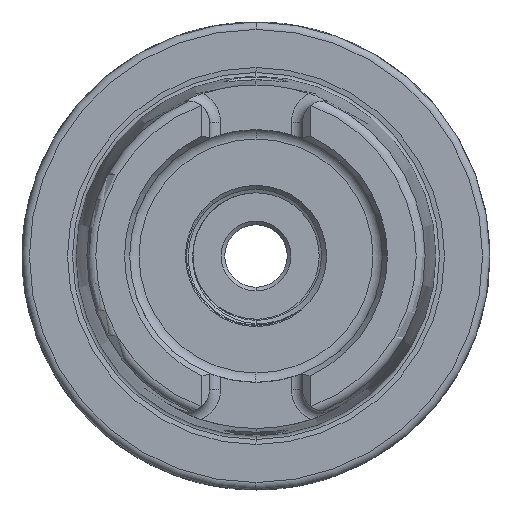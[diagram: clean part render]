
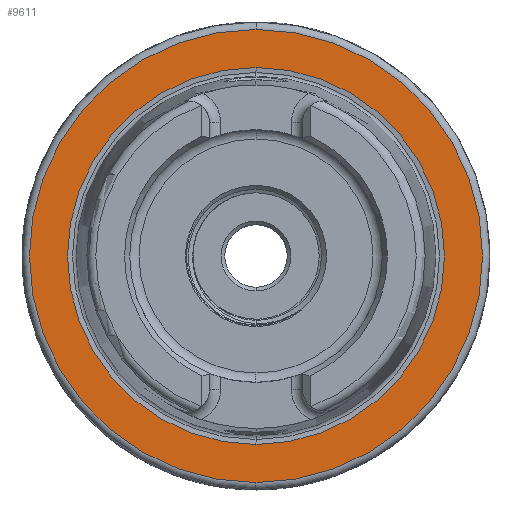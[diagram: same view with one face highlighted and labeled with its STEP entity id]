
A CAD part, left-side view. The second image highlights one B-rep face of the part: STEP entity #9611.
In plain terms, the highlighted planar face has unit normal (-1, 0, 0).
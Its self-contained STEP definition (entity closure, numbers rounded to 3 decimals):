
#3025 = EDGE_CURVE ( 'NONE', #11447, #8906, #9689, .T. ) ;
#3029 = EDGE_CURVE ( 'NONE', #8844, #8903, #9692, .T. ) ;
#7387 = CARTESIAN_POINT ( 'NONE',  ( 0., 0., 30.5 ) ) ;
#7436 = CARTESIAN_POINT ( 'NONE',  ( 0., 0., -30.5 ) ) ;
#7439 = CARTESIAN_POINT ( 'NONE',  ( 0., 0., -25.369 ) ) ;
#8844 = VERTEX_POINT ( 'NONE', #7387 ) ;
#8903 = VERTEX_POINT ( 'NONE', #7436 ) ;
#8906 = VERTEX_POINT ( 'NONE', #7439 ) ;
#9611 = ADVANCED_FACE ( 'NONE', ( #17962, #17965 ), #15076, .T. ) ;
#9689 = CIRCLE ( 'NONE', #14488, 25.369 ) ;
#9692 = CIRCLE ( 'NONE', #14823, 30.5 ) ;
#9894 = CIRCLE ( 'NONE', #15199, 30.5 ) ;
#9895 = CIRCLE ( 'NONE', #15197, 25.369 ) ;
#10459 = CARTESIAN_POINT ( 'NONE',  ( 0., 0., 0. ) ) ;
#10460 = DIRECTION ( 'NONE',  ( -1., 0., 0. ) ) ;
#10461 = DIRECTION ( 'NONE',  ( 0., 0., 1. ) ) ;
#10462 = CARTESIAN_POINT ( 'NONE',  ( 0., 0., 0. ) ) ;
#10463 = DIRECTION ( 'NONE',  ( 1., 0., 0. ) ) ;
#10464 = DIRECTION ( 'NONE',  ( 0., 0., -1. ) ) ;
#11242 = EDGE_LOOP ( 'NONE', ( #18610, #18642 ) ) ;
#11251 = EDGE_LOOP ( 'NONE', ( #18606, #18569 ) ) ;
#11447 = VERTEX_POINT ( 'NONE', #12492 ) ;
#12492 = CARTESIAN_POINT ( 'NONE',  ( 0., 0., 25.369 ) ) ;
#14324 = CARTESIAN_POINT ( 'NONE',  ( 0., 0., 0. ) ) ;
#14328 = DIRECTION ( 'NONE',  ( 1., 0., 0. ) ) ;
#14329 = DIRECTION ( 'NONE',  ( 0., 0., -1. ) ) ;
#14339 = CARTESIAN_POINT ( 'NONE',  ( 0., 0., 0. ) ) ;
#14340 = DIRECTION ( 'NONE',  ( -1., 0., 0. ) ) ;
#14341 = DIRECTION ( 'NONE',  ( 0., 0., 1. ) ) ;
#14488 = AXIS2_PLACEMENT_3D ( 'NONE', #14324, #14328, #14329 ) ;
#14823 = AXIS2_PLACEMENT_3D ( 'NONE', #14339, #14340, #14341 ) ;
#15076 = PLANE ( 'NONE',  #17967 ) ;
#15077 = CARTESIAN_POINT ( 'NONE',  ( 0., 25.369, 0. ) ) ;
#15078 = DIRECTION ( 'NONE',  ( -1., 0., 0. ) ) ;
#15079 = DIRECTION ( 'NONE',  ( 0., 0., 1. ) ) ;
#15197 = AXIS2_PLACEMENT_3D ( 'NONE', #10462, #10463, #10464 ) ;
#15199 = AXIS2_PLACEMENT_3D ( 'NONE', #10459, #10460, #10461 ) ;
#16535 = EDGE_CURVE ( 'NONE', #8903, #8844, #9894, .T. ) ;
#16536 = EDGE_CURVE ( 'NONE', #8906, #11447, #9895, .T. ) ;
#17962 = FACE_OUTER_BOUND ( 'NONE', #11251, .T. ) ;
#17965 = FACE_BOUND ( 'NONE', #11242, .T. ) ;
#17967 = AXIS2_PLACEMENT_3D ( 'NONE', #15077, #15078, #15079 ) ;
#18569 = ORIENTED_EDGE ( 'NONE', *, *, #16535, .T. ) ;
#18606 = ORIENTED_EDGE ( 'NONE', *, *, #3029, .T. ) ;
#18610 = ORIENTED_EDGE ( 'NONE', *, *, #3025, .T. ) ;
#18642 = ORIENTED_EDGE ( 'NONE', *, *, #16536, .T. ) ;
